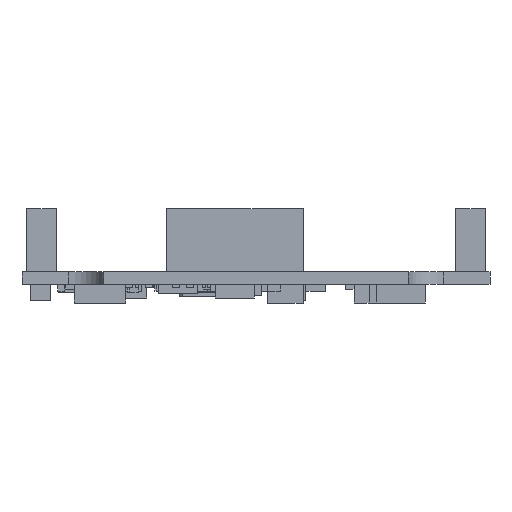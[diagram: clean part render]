
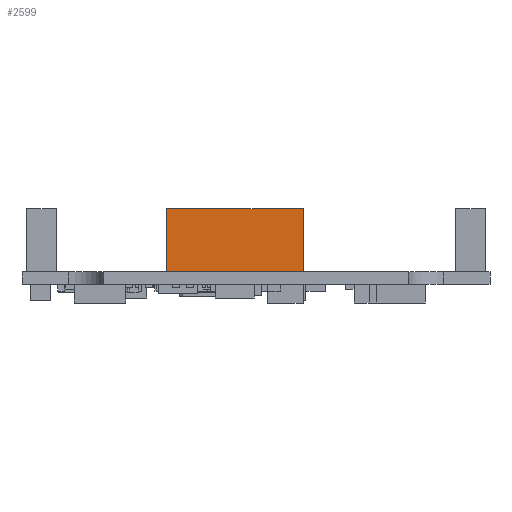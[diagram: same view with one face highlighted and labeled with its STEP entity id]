
A CAD part, left-side view. The second image highlights one B-rep face of the part: STEP entity #2599.
In plain terms, the highlighted planar face has unit normal (-1, 0, 0).
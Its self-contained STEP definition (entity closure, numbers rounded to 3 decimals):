
#2599=ADVANCED_FACE('',(#5367),#5368,.T.);
#5367=FACE_OUTER_BOUND('',#8545,.T.);
#5368=PLANE('',#8546);
#8545=EDGE_LOOP('',(#14657,#14658,#14659,#14660));
#8546=AXIS2_PLACEMENT_3D('',#14661,#14662,#14663);
#14657=ORIENTED_EDGE('',*,*,#19389,.F.);
#14658=ORIENTED_EDGE('',*,*,#19948,.T.);
#14659=ORIENTED_EDGE('',*,*,#19949,.T.);
#14660=ORIENTED_EDGE('',*,*,#19179,.F.);
#14661=CARTESIAN_POINT('',(0.6,32.7,1.616));
#14662=DIRECTION('',(-1.0,0.,0.0));
#14663=DIRECTION('',(0.,-1.0,0.0));
#19179=EDGE_CURVE('',#23269,#23271,#23272,.T.);
#19389=EDGE_CURVE('',#23565,#23269,#23567,.T.);
#19948=EDGE_CURVE('',#23565,#24339,#24340,.T.);
#19949=EDGE_CURVE('',#24339,#23271,#24341,.T.);
#23269=VERTEX_POINT('',#28886);
#23271=VERTEX_POINT('',#28889);
#23272=LINE('',#28890,#28891);
#23565=VERTEX_POINT('',#29312);
#23567=LINE('',#29315,#29316);
#24339=VERTEX_POINT('',#30502);
#24340=LINE('',#30503,#30504);
#24341=LINE('',#30505,#30506);
#28886=CARTESIAN_POINT('',(0.6,41.45,1.616));
#28889=CARTESIAN_POINT('',(0.6,41.45,9.716));
#28890=CARTESIAN_POINT('',(0.6,41.45,1.616));
#28891=VECTOR('',#32816,1.0);
#29312=CARTESIAN_POINT('',(0.6,23.95,1.616));
#29315=CARTESIAN_POINT('',(0.6,31.35,1.616));
#29316=VECTOR('',#33000,1.0);
#30502=CARTESIAN_POINT('',(0.6,23.95,9.716));
#30503=CARTESIAN_POINT('',(0.6,23.95,1.616));
#30504=VECTOR('',#33484,1.0);
#30505=CARTESIAN_POINT('',(0.6,41.45,9.716));
#30506=VECTOR('',#33485,1.0);
#32816=DIRECTION('',(0.0,0.0,1.0));
#33000=DIRECTION('',(0.,1.0,0.));
#33484=DIRECTION('',(0.0,0.0,1.0));
#33485=DIRECTION('',(0.,1.0,0.0));
